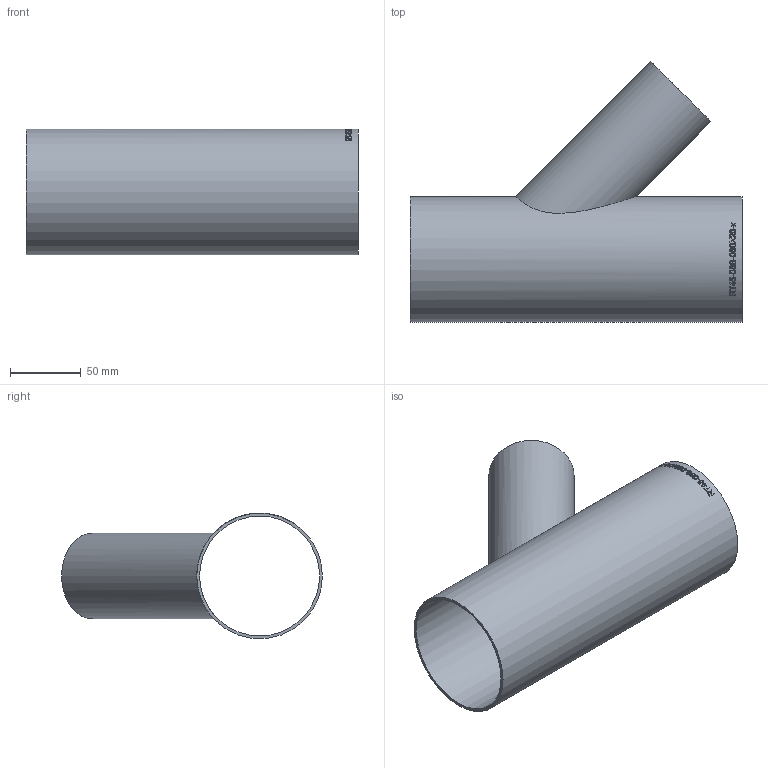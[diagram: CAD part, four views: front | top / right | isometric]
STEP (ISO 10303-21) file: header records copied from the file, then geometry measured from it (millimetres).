
FILE_DESCRIPTION (( 'STEP AP214' ), '1' );
FILE_NAME ('RT45-088-060X20-x T-Stück 45°reduziert Ø88,9 L235 1911.STEP', '2019-11-19T14:23:00', ( '' ), ( '' ), 'SwSTEP 2.0', 'SolidWorks 2016', '' );
FILE_SCHEMA (( 'AUTOMOTIVE_DESIGN' ));
Length unit declared in the file: millimetre
Products named in the file (1): RT45-088-060X20-x T-Stück 45°reduziert Ø88,9 L235  1911
Bounding box: 235 x 184.57 x 88.9 mm (x, y, z)
Volume: 162112.1 mm3; surface area: 163531.5 mm2
Topology: 1 solids, 1 shells, 236 faces, 619 edges, 413 vertices
Faces by surface type: bspline 146, plane 58, cylinder 32
Full cylindrical faces by diameter (mm): 56.3 x1, 60.3 x1, 84.9 x1, 88.9 x1
Entity records: 31524 total; most frequent: CARTESIAN_POINT 24557, ORIENTED_EDGE 1222, EDGE_CURVE 611, B_SPLINE_CURVE_WITH_KNOTS 455, DIRECTION 412, VERTEX_POINT 410, EDGE_LOOP 273, FACE_OUTER_BOUND 240
